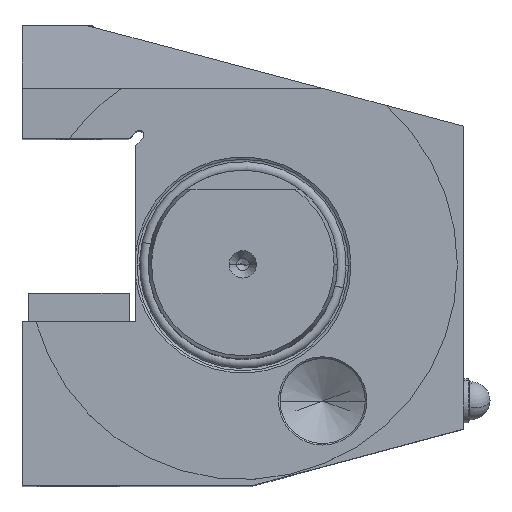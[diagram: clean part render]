
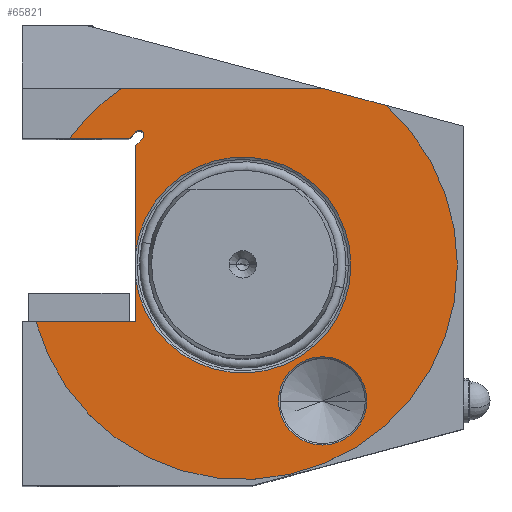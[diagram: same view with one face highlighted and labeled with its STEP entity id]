
A CAD part, top view. The second image highlights one B-rep face of the part: STEP entity #65821.
In plain terms, the highlighted planar face has unit normal (0, 0, 1).
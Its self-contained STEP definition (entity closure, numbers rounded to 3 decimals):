
#5174 = EDGE_CURVE ( 'NONE', #16172, #16223, #48527, .T. ) ;
#5280 = EDGE_CURVE ( 'NONE', #16084, #16210, #48611, .T. ) ;
#5294 = EDGE_LOOP ( 'NONE', ( #23747, #23719, #23731, #23879, #23716, #23711, #23713, #23699, #23764, #23704, #23695, #23703, #23766, #23760 ) ) ;
#5307 = EDGE_LOOP ( 'NONE', ( #23730, #23709 ) ) ;
#6160 = EDGE_CURVE ( 'NONE', #16172, #38292, #48218, .T. ) ;
#6321 = EDGE_CURVE ( 'NONE', #38299, #38295, #48313, .T. ) ;
#6337 = EDGE_CURVE ( 'NONE', #38219, #38193, #48317, .T. ) ;
#6344 = EDGE_CURVE ( 'NONE', #38178, #38219, #48322, .T. ) ;
#6355 = EDGE_CURVE ( 'NONE', #38113, #38362, #48297, .T. ) ;
#6381 = EDGE_CURVE ( 'NONE', #38297, #38362, #48324, .T. ) ;
#6387 = EDGE_CURVE ( 'NONE', #38110, #38299, #48328, .T. ) ;
#6389 = EDGE_CURVE ( 'NONE', #16179, #16027, #48311, .T. ) ;
#6414 = EDGE_CURVE ( 'NONE', #38110, #38297, #48358, .T. ) ;
#6452 = EDGE_CURVE ( 'NONE', #16223, #38178, #48393, .T. ) ;
#6457 = EDGE_CURVE ( 'NONE', #16210, #38113, #48389, .T. ) ;
#6476 = EDGE_CURVE ( 'NONE', #38292, #16084, #48394, .T. ) ;
#6480 = EDGE_CURVE ( 'NONE', #38193, #38295, #48395, .T. ) ;
#16027 = VERTEX_POINT ( 'NONE', #33522 ) ;
#16084 = VERTEX_POINT ( 'NONE', #33562 ) ;
#16172 = VERTEX_POINT ( 'NONE', #33628 ) ;
#16179 = VERTEX_POINT ( 'NONE', #33629 ) ;
#16210 = VERTEX_POINT ( 'NONE', #33572 ) ;
#16223 = VERTEX_POINT ( 'NONE', #33614 ) ;
#20692 = AXIS2_PLACEMENT_3D ( 'NONE', #34035, #34041, #34049 ) ;
#20888 = AXIS2_PLACEMENT_3D ( 'NONE', #47508, #47441, #47481 ) ;
#23695 = ORIENTED_EDGE ( 'NONE', *, *, #6476, .F. ) ;
#23699 = ORIENTED_EDGE ( 'NONE', *, *, #6355, .F. ) ;
#23703 = ORIENTED_EDGE ( 'NONE', *, *, #6160, .F. ) ;
#23704 = ORIENTED_EDGE ( 'NONE', *, *, #5280, .F. ) ;
#23709 = ORIENTED_EDGE ( 'NONE', *, *, #46967, .F. ) ;
#23711 = ORIENTED_EDGE ( 'NONE', *, *, #6414, .T. ) ;
#23713 = ORIENTED_EDGE ( 'NONE', *, *, #6381, .T. ) ;
#23716 = ORIENTED_EDGE ( 'NONE', *, *, #6387, .F. ) ;
#23719 = ORIENTED_EDGE ( 'NONE', *, *, #6337, .T. ) ;
#23730 = ORIENTED_EDGE ( 'NONE', *, *, #6389, .F. ) ;
#23731 = ORIENTED_EDGE ( 'NONE', *, *, #6480, .T. ) ;
#23747 = ORIENTED_EDGE ( 'NONE', *, *, #6344, .T. ) ;
#23760 = ORIENTED_EDGE ( 'NONE', *, *, #6452, .T. ) ;
#23764 = ORIENTED_EDGE ( 'NONE', *, *, #6457, .F. ) ;
#23766 = ORIENTED_EDGE ( 'NONE', *, *, #5174, .T. ) ;
#23879 = ORIENTED_EDGE ( 'NONE', *, *, #6321, .F. ) ;
#25877 = CARTESIAN_POINT ( 'NONE',  ( 22.726, 25.289, -55. ) ) ;
#25879 = CARTESIAN_POINT ( 'NONE',  ( -19.287, 28., -55. ) ) ;
#25915 = CARTESIAN_POINT ( 'NONE',  ( -17., 2.034, -55. ) ) ;
#25920 = CARTESIAN_POINT ( 'NONE',  ( -16.965, 21.096, -55. ) ) ;
#25923 = CARTESIAN_POINT ( 'NONE',  ( 12.608, 28., -55. ) ) ;
#25957 = CARTESIAN_POINT ( 'NONE',  ( -15.904, 20.035, -55. ) ) ;
#25972 = CARTESIAN_POINT ( 'NONE',  ( -27.495, 20., -55. ) ) ;
#25983 = CARTESIAN_POINT ( 'NONE',  ( -17., -9., -55. ) ) ;
#25988 = CARTESIAN_POINT ( 'NONE',  ( -18.061, 20., -55. ) ) ;
#25991 = CARTESIAN_POINT ( 'NONE',  ( -17., 18.939, -55. ) ) ;
#26122 = FACE_BOUND ( 'NONE', #5307, .T. ) ;
#26149 = FACE_OUTER_BOUND ( 'NONE', #5294, .T. ) ;
#28696 = CARTESIAN_POINT ( 'NONE',  ( 0., 0., -55. ) ) ;
#28711 = DIRECTION ( 'NONE',  ( 0., 0., 1. ) ) ;
#28713 = DIRECTION ( 'NONE',  ( 1., 0., 0. ) ) ;
#29415 = DIRECTION ( 'NONE',  ( 1., 0., 0. ) ) ;
#29434 = CARTESIAN_POINT ( 'NONE',  ( 0., 0., -55. ) ) ;
#29436 = DIRECTION ( 'NONE',  ( 0., 0., 1. ) ) ;
#33522 = CARTESIAN_POINT ( 'NONE',  ( 5.652, -21.539, -55. ) ) ;
#33562 = CARTESIAN_POINT ( 'NONE',  ( -17., -2.034, -55. ) ) ;
#33572 = CARTESIAN_POINT ( 'NONE',  ( 17.121, 0., -55. ) ) ;
#33614 = CARTESIAN_POINT ( 'NONE',  ( 34., 0., -55. ) ) ;
#33628 = CARTESIAN_POINT ( 'NONE',  ( -32.787, -9., -55. ) ) ;
#33629 = CARTESIAN_POINT ( 'NONE',  ( 19.652, -21.539, -55. ) ) ;
#33717 = DIRECTION ( 'NONE',  ( 0., 1., 0. ) ) ;
#33725 = CARTESIAN_POINT ( 'NONE',  ( -17., 17.121, -55. ) ) ;
#33753 = CARTESIAN_POINT ( 'NONE',  ( -10.47, 27.591, -55. ) ) ;
#33792 = CARTESIAN_POINT ( 'NONE',  ( -9.409, 26.53, -55. ) ) ;
#33794 = DIRECTION ( 'NONE',  ( -0.707, -0.707, 0. ) ) ;
#33817 = CARTESIAN_POINT ( 'NONE',  ( 12.652, -21.539, -55. ) ) ;
#33824 = DIRECTION ( 'NONE',  ( -0.707, -0.707, 0. ) ) ;
#33837 = DIRECTION ( 'NONE',  ( 1., 0., 0. ) ) ;
#33841 = DIRECTION ( 'NONE',  ( 0., 0., 1. ) ) ;
#33845 = CARTESIAN_POINT ( 'NONE',  ( -16.434, 20.566, -55. ) ) ;
#33870 = DIRECTION ( 'NONE',  ( -1., 0., 0. ) ) ;
#33875 = DIRECTION ( 'NONE',  ( 0., 0., -1. ) ) ;
#33907 = CARTESIAN_POINT ( 'NONE',  ( 0., 0., -55. ) ) ;
#33908 = DIRECTION ( 'NONE',  ( 0., 0., 1. ) ) ;
#33967 = DIRECTION ( 'NONE',  ( 1., 0., 0. ) ) ;
#33976 = CARTESIAN_POINT ( 'NONE',  ( 0., 0., -55. ) ) ;
#33986 = DIRECTION ( 'NONE',  ( 1., 0., 0. ) ) ;
#33987 = DIRECTION ( 'NONE',  ( 0., 0., 1. ) ) ;
#34008 = DIRECTION ( 'NONE',  ( 0., 1., 0. ) ) ;
#34024 = CARTESIAN_POINT ( 'NONE',  ( -17., 17.121, -55. ) ) ;
#34035 = CARTESIAN_POINT ( 'NONE',  ( 0., 0., -55. ) ) ;
#34041 = DIRECTION ( 'NONE',  ( 0., 0., 1. ) ) ;
#34049 = DIRECTION ( 'NONE',  ( 1., 0., 0. ) ) ;
#36224 = AXIS2_PLACEMENT_3D ( 'NONE', #57014, #57000, #56995 ) ;
#38110 = VERTEX_POINT ( 'NONE', #25920 ) ;
#38113 = VERTEX_POINT ( 'NONE', #25915 ) ;
#38178 = VERTEX_POINT ( 'NONE', #25877 ) ;
#38193 = VERTEX_POINT ( 'NONE', #25879 ) ;
#38219 = VERTEX_POINT ( 'NONE', #25923 ) ;
#38292 = VERTEX_POINT ( 'NONE', #25983 ) ;
#38295 = VERTEX_POINT ( 'NONE', #25972 ) ;
#38297 = VERTEX_POINT ( 'NONE', #25957 ) ;
#38299 = VERTEX_POINT ( 'NONE', #25988 ) ;
#38362 = VERTEX_POINT ( 'NONE', #25991 ) ;
#40917 = CARTESIAN_POINT ( 'NONE',  ( 0., -9., -55. ) ) ;
#40935 = DIRECTION ( 'NONE',  ( 1., 0., 0. ) ) ;
#41423 = DIRECTION ( 'NONE',  ( -1., 0., 0. ) ) ;
#41430 = CARTESIAN_POINT ( 'NONE',  ( 0., 20., -55. ) ) ;
#41504 = DIRECTION ( 'NONE',  ( -0.966, 0.259, 0. ) ) ;
#41517 = CARTESIAN_POINT ( 'NONE',  ( 3.564, 30.423, -55. ) ) ;
#41518 = DIRECTION ( 'NONE',  ( -1., 0., 0. ) ) ;
#41529 = CARTESIAN_POINT ( 'NONE',  ( 0., 28., -55. ) ) ;
#43531 = CIRCLE ( 'NONE', #20888, 7. ) ;
#46967 = EDGE_CURVE ( 'NONE', #16027, #16179, #43531, .T. ) ;
#47441 = DIRECTION ( 'NONE',  ( 0., 0., 1. ) ) ;
#47481 = DIRECTION ( 'NONE',  ( 1., 0., 0. ) ) ;
#47508 = CARTESIAN_POINT ( 'NONE',  ( 12.652, -21.539, -55. ) ) ;
#47772 = AXIS2_PLACEMENT_3D ( 'NONE', #29434, #29436, #29415 ) ;
#47857 = AXIS2_PLACEMENT_3D ( 'NONE', #28696, #28711, #28713 ) ;
#47938 = AXIS2_PLACEMENT_3D ( 'NONE', #33817, #33841, #33837 ) ;
#47940 = AXIS2_PLACEMENT_3D ( 'NONE', #33845, #33875, #33870 ) ;
#47952 = AXIS2_PLACEMENT_3D ( 'NONE', #33976, #33987, #33986 ) ;
#47961 = AXIS2_PLACEMENT_3D ( 'NONE', #33907, #33908, #33967 ) ;
#48218 = LINE ( 'NONE', #40917, #48223 ) ;
#48223 = VECTOR ( 'NONE', #40935, 1000. ) ;
#48297 = LINE ( 'NONE', #33725, #48341 ) ;
#48299 = VECTOR ( 'NONE', #41423, 1000. ) ;
#48304 = VECTOR ( 'NONE', #33824, 1000. ) ;
#48311 = CIRCLE ( 'NONE', #47938, 7. ) ;
#48313 = LINE ( 'NONE', #41430, #48299 ) ;
#48317 = LINE ( 'NONE', #41529, #48320 ) ;
#48320 = VECTOR ( 'NONE', #41518, 1000. ) ;
#48322 = LINE ( 'NONE', #41517, #48337 ) ;
#48324 = LINE ( 'NONE', #33792, #48327 ) ;
#48327 = VECTOR ( 'NONE', #33794, 1000. ) ;
#48328 = LINE ( 'NONE', #33753, #48304 ) ;
#48337 = VECTOR ( 'NONE', #41504, 1000. ) ;
#48341 = VECTOR ( 'NONE', #33717, 1000. ) ;
#48358 = CIRCLE ( 'NONE', #47940, 0.75 ) ;
#48389 = CIRCLE ( 'NONE', #47952, 17.121 ) ;
#48393 = CIRCLE ( 'NONE', #47961, 34. ) ;
#48394 = LINE ( 'NONE', #34024, #48396 ) ;
#48395 = CIRCLE ( 'NONE', #20692, 34. ) ;
#48396 = VECTOR ( 'NONE', #34008, 1000. ) ;
#48527 = CIRCLE ( 'NONE', #47772, 34. ) ;
#48611 = CIRCLE ( 'NONE', #47857, 17.121 ) ;
#56964 = PLANE ( 'NONE',  #36224 ) ;
#56995 = DIRECTION ( 'NONE',  ( -1., 0., 0. ) ) ;
#57000 = DIRECTION ( 'NONE',  ( 0., 0., -1. ) ) ;
#57014 = CARTESIAN_POINT ( 'NONE',  ( 0., 17.121, -55. ) ) ;
#65821 = ADVANCED_FACE ( 'NONE', ( #26122, #26149 ), #56964, .F. ) ;
